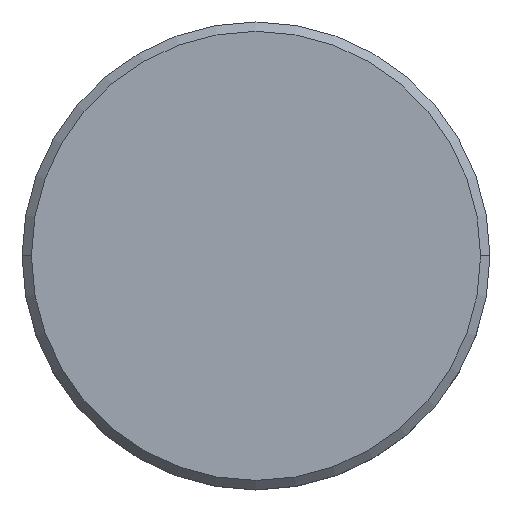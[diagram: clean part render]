
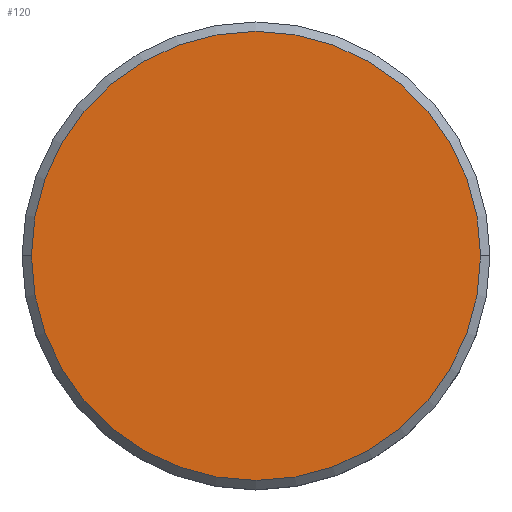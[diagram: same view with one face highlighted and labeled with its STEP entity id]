
A CAD part, top view. The second image highlights one B-rep face of the part: STEP entity #120.
In plain terms, the highlighted planar face has unit normal (0, 0, 1).
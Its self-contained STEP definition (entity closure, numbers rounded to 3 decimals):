
#26 = FACE_OUTER_BOUND ( 'NONE', #767, .T. ) ;
#88 = ORIENTED_EDGE ( 'NONE', *, *, #777, .T. ) ;
#90 = PLANE ( 'NONE',  #801 ) ;
#92 = AXIS2_PLACEMENT_3D ( 'NONE', #440, #417, #528 ) ;
#120 = ADVANCED_FACE ( 'NONE', ( #26 ), #90, .T. ) ;
#147 = VERTEX_POINT ( 'NONE', #183 ) ;
#183 = CARTESIAN_POINT ( 'NONE',  ( 12., 0., 0. ) ) ;
#349 = CARTESIAN_POINT ( 'NONE',  ( 0., 0., 0. ) ) ;
#417 = DIRECTION ( 'NONE',  ( 0., 0., 1. ) ) ;
#423 = AXIS2_PLACEMENT_3D ( 'NONE', #349, #689, #789 ) ;
#440 = CARTESIAN_POINT ( 'NONE',  ( 0., 0., 0. ) ) ;
#528 = DIRECTION ( 'NONE',  ( 1., 0., 0. ) ) ;
#689 = DIRECTION ( 'NONE',  ( 0., 0., 1. ) ) ;
#767 = EDGE_LOOP ( 'NONE', ( #88, #949 ) ) ;
#777 = EDGE_CURVE ( 'NONE', #868, #147, #1088, .T. ) ;
#789 = DIRECTION ( 'NONE',  ( 1., 0., 0. ) ) ;
#801 = AXIS2_PLACEMENT_3D ( 'NONE', #822, #1098, #1117 ) ;
#820 = EDGE_CURVE ( 'NONE', #147, #868, #828, .T. ) ;
#822 = CARTESIAN_POINT ( 'NONE',  ( 0., 0., 0. ) ) ;
#828 = CIRCLE ( 'NONE', #423, 12. ) ;
#868 = VERTEX_POINT ( 'NONE', #1114 ) ;
#949 = ORIENTED_EDGE ( 'NONE', *, *, #820, .T. ) ;
#1088 = CIRCLE ( 'NONE', #92, 12. ) ;
#1098 = DIRECTION ( 'NONE',  ( 0., 0., 1. ) ) ;
#1114 = CARTESIAN_POINT ( 'NONE',  ( -12., 0., 0. ) ) ;
#1117 = DIRECTION ( 'NONE',  ( 1., 0., 0. ) ) ;
